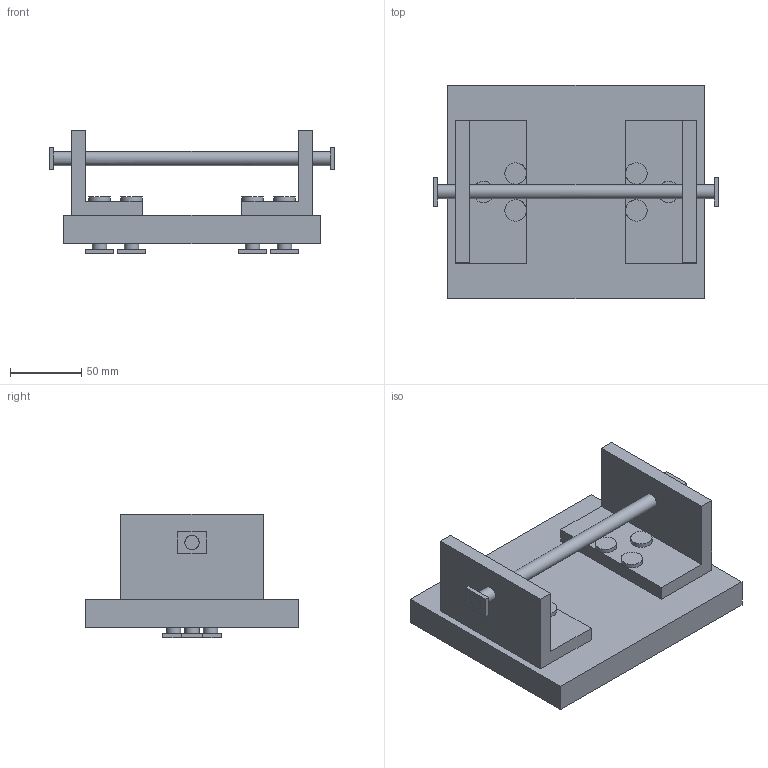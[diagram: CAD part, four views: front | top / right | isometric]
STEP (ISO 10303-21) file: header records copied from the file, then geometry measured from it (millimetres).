
FILE_DESCRIPTION((''),'2;1');
FILE_NAME('as1.stp','2001-01-30T11:51:28',( 'User'),('SDRC'),'I-DEAS Master Series 8','UNIX','Yes');
FILE_SCHEMA(('AUTOMOTIVE_DESIGN { 1 0 10303 214 0 1 1 1 }'));
Length unit declared in the file: millimetre
Products named in the file (9): as1; plate; l-bracket assy; nut-bolt assy; nut; bolt; l-bracket; rod assy; rod
Assembly tree (13 placements, depth 4):
  as1
    plate
    l-bracket assy  x2
      nut-bolt assy
        nut
        bolt
      l-bracket
    rod assy
      nut  x2
      rod
Bounding box: 200 x 150 x 87 mm (x, y, z)
Volume: 765496.2 mm3; surface area: 141682.2 mm2
Topology: 18 solids, 18 shells, 125 faces, 273 edges, 206 vertices
Faces by surface type: bspline 125
Entity records: 1725 total; most frequent: CARTESIAN_POINT 759, ORIENTED_EDGE 168, EDGE_CURVE 84, EDGE_LOOP 62, QUASI_UNIFORM_CURVE 59, DIRECTION 56, VERTEX_POINT 56, FACE_OUTER_BOUND 39
